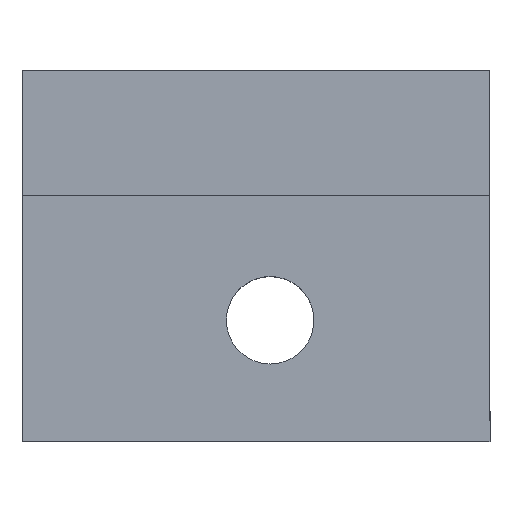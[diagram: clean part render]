
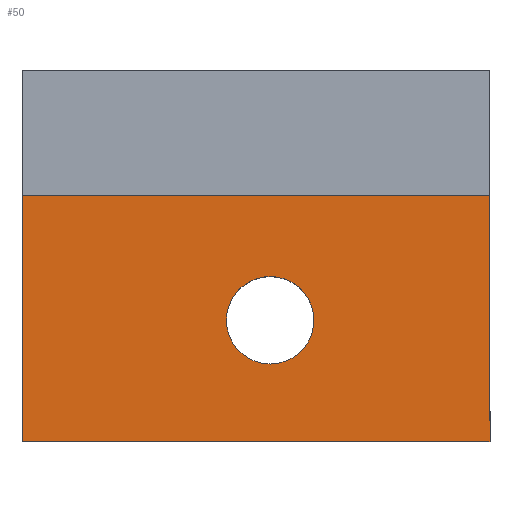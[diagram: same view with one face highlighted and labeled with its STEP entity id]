
A CAD part, top view. The second image highlights one B-rep face of the part: STEP entity #50.
In plain terms, the highlighted planar face has unit normal (0, 0, 1).
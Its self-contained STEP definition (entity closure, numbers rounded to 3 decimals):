
#2 = CARTESIAN_POINT ( 'NONE',  ( -34.295, -40.142, 5. ) ) ;
#4 = EDGE_CURVE ( 'NONE', #336, #376, #327, .T. ) ;
#11 = CARTESIAN_POINT ( 'NONE',  ( 0., -5., 5. ) ) ;
#30 = CARTESIAN_POINT ( 'NONE',  ( -8.793, -10., 5. ) ) ;
#44 = CARTESIAN_POINT ( 'NONE',  ( -18.717, -14.86, 5. ) ) ;
#50 = ADVANCED_FACE ( 'NONE', ( #452, #211 ), #128, .T. ) ;
#51 = CARTESIAN_POINT ( 'NONE',  ( 0., -5., 5. ) ) ;
#54 = LINE ( 'NONE', #203, #204 ) ;
#59 = EDGE_LOOP ( 'NONE', ( #107, #515 ) ) ;
#62 = VERTEX_POINT ( 'NONE', #11 ) ;
#67 = LINE ( 'NONE', #306, #412 ) ;
#78 = EDGE_CURVE ( 'NONE', #167, #346, #54, .T. ) ;
#83 = DIRECTION ( 'NONE',  ( 1., 0., 0. ) ) ;
#85 = EDGE_CURVE ( 'NONE', #62, #496, #331, .T. ) ;
#90 = ORIENTED_EDGE ( 'NONE', *, *, #307, .F. ) ;
#107 = ORIENTED_EDGE ( 'NONE', *, *, #290, .T. ) ;
#118 = CARTESIAN_POINT ( 'NONE',  ( -18.717, -5., 5. ) ) ;
#119 = AXIS2_PLACEMENT_3D ( 'NONE', #30, #142, #513 ) ;
#128 = PLANE ( 'NONE',  #348 ) ;
#142 = DIRECTION ( 'NONE',  ( 0., 0., -1. ) ) ;
#159 = CIRCLE ( 'NONE', #119, 1.75 ) ;
#161 = DIRECTION ( 'NONE',  ( 1., 0., 0. ) ) ;
#167 = VERTEX_POINT ( 'NONE', #44 ) ;
#172 = CARTESIAN_POINT ( 'NONE',  ( 0., -14.86, 5. ) ) ;
#196 = EDGE_CURVE ( 'NONE', #346, #62, #484, .T. ) ;
#203 = CARTESIAN_POINT ( 'NONE',  ( -18.717, -5., 5. ) ) ;
#204 = VECTOR ( 'NONE', #375, 1000. ) ;
#211 = FACE_BOUND ( 'NONE', #59, .T. ) ;
#238 = VECTOR ( 'NONE', #335, 1000. ) ;
#259 = CARTESIAN_POINT ( 'NONE',  ( -10.543, -10., 5. ) ) ;
#264 = EDGE_LOOP ( 'NONE', ( #359, #90, #400, #276 ) ) ;
#276 = ORIENTED_EDGE ( 'NONE', *, *, #196, .F. ) ;
#281 = AXIS2_PLACEMENT_3D ( 'NONE', #358, #521, #319 ) ;
#282 = CARTESIAN_POINT ( 'NONE',  ( -7.043, -10., 5. ) ) ;
#290 = EDGE_CURVE ( 'NONE', #376, #336, #159, .T. ) ;
#306 = CARTESIAN_POINT ( 'NONE',  ( -18.717, -14.86, 5. ) ) ;
#307 = EDGE_CURVE ( 'NONE', #496, #167, #67, .T. ) ;
#319 = DIRECTION ( 'NONE',  ( -1., 0., 0. ) ) ;
#327 = CIRCLE ( 'NONE', #281, 1.75 ) ;
#331 = LINE ( 'NONE', #51, #238 ) ;
#335 = DIRECTION ( 'NONE',  ( 0., -1., 0. ) ) ;
#336 = VERTEX_POINT ( 'NONE', #259 ) ;
#339 = CARTESIAN_POINT ( 'NONE',  ( -18.717, -5., 5. ) ) ;
#346 = VERTEX_POINT ( 'NONE', #339 ) ;
#348 = AXIS2_PLACEMENT_3D ( 'NONE', #2, #420, #161 ) ;
#358 = CARTESIAN_POINT ( 'NONE',  ( -8.793, -10., 5. ) ) ;
#359 = ORIENTED_EDGE ( 'NONE', *, *, #78, .F. ) ;
#375 = DIRECTION ( 'NONE',  ( 0., 1., 0. ) ) ;
#376 = VERTEX_POINT ( 'NONE', #282 ) ;
#400 = ORIENTED_EDGE ( 'NONE', *, *, #85, .F. ) ;
#412 = VECTOR ( 'NONE', #472, 1000. ) ;
#420 = DIRECTION ( 'NONE',  ( 0., 0., 1. ) ) ;
#452 = FACE_OUTER_BOUND ( 'NONE', #264, .T. ) ;
#469 = VECTOR ( 'NONE', #83, 1000. ) ;
#472 = DIRECTION ( 'NONE',  ( -1., 0., 0. ) ) ;
#484 = LINE ( 'NONE', #118, #469 ) ;
#496 = VERTEX_POINT ( 'NONE', #172 ) ;
#513 = DIRECTION ( 'NONE',  ( -1., 0., 0. ) ) ;
#515 = ORIENTED_EDGE ( 'NONE', *, *, #4, .T. ) ;
#521 = DIRECTION ( 'NONE',  ( 0., 0., -1. ) ) ;
